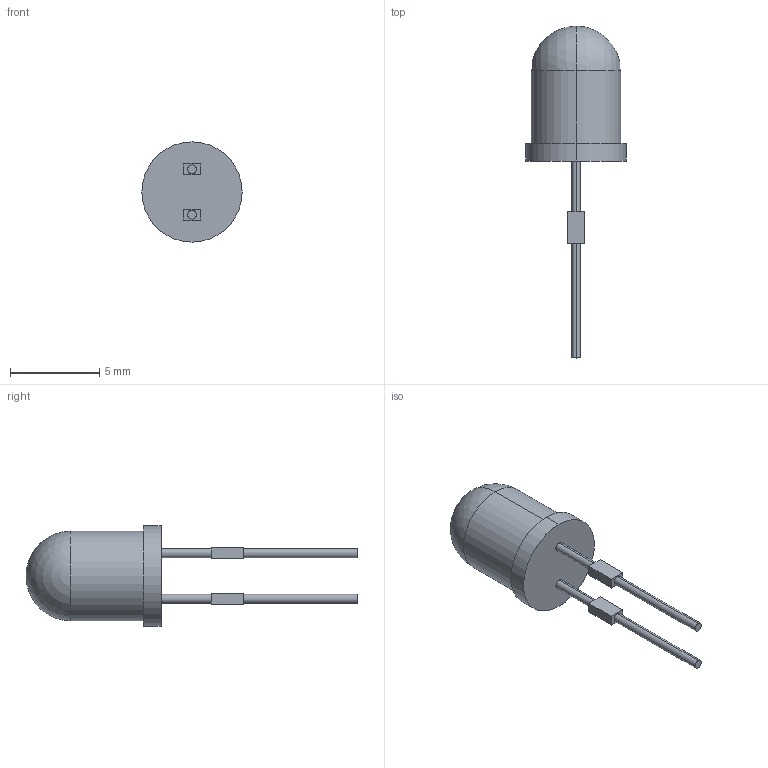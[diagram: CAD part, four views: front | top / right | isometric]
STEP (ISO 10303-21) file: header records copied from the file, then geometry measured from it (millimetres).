
FILE_DESCRIPTION (( 'STEP AP214' ), '1' );
FILE_NAME ('LED 5MM YELLOW.STEP', '2024-03-08T08:49:34', ( '' ), ( '' ), 'SwSTEP 2.0', 'SolidWorks 2024', '' );
FILE_SCHEMA (( 'AUTOMOTIVE_DESIGN' ));
Length unit declared in the file: millimetre
Products named in the file (1): LED 5MM YELLOW
Bounding box: 5.6 x 18.55 x 5.6 mm (x, y, z)
Volume: 142.4 mm3; surface area: 192 mm2
Topology: 3 solids, 3 shells, 32 faces, 66 edges, 43 vertices
Faces by surface type: plane 18, cylinder 12, sphere 2
Entity records: 1217 total; most frequent: DIRECTION 154, CARTESIAN_POINT 136, ORIENTED_EDGE 124, EDGE_CURVE 62, AXIS2_PLACEMENT_3D 59, VERTEX_POINT 41, EDGE_LOOP 37, UNCERTAINTY_MEASURE_WITH_UNIT 36
